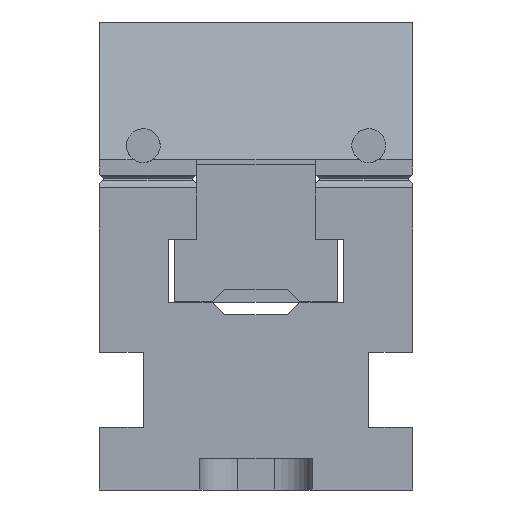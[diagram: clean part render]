
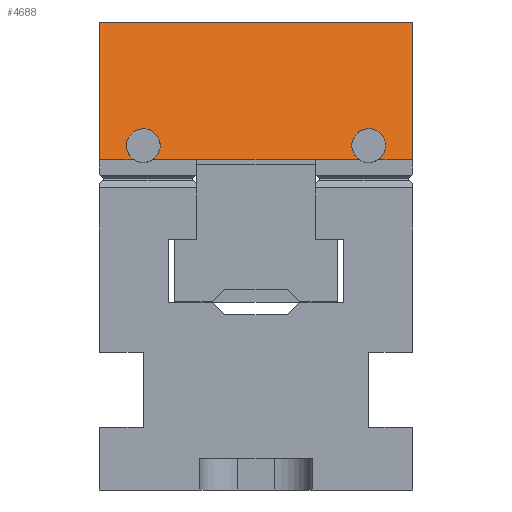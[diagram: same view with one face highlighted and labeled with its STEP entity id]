
A CAD part, front view. The second image highlights one B-rep face of the part: STEP entity #4688.
In plain terms, the highlighted face is planar.
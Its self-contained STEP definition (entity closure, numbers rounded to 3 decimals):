
#4688 = ADVANCED_FACE( '', ( #10357 ), #10358, .T. );
#10357 = FACE_OUTER_BOUND( '', #17059, .T. );
#10358 = PLANE( '', #17060 );
#17059 = EDGE_LOOP( '', ( #30275, #30276, #30277, #30278, #30279, #30280, #30281, #30282, #30283, #30284, #30285, #30286 ) );
#17060 = AXIS2_PLACEMENT_3D( '', #30287, #30288, #30289 );
#30275 = ORIENTED_EDGE( '', *, *, #44357, .F. );
#30276 = ORIENTED_EDGE( '', *, *, #45237, .T. );
#30277 = ORIENTED_EDGE( '', *, *, #46860, .F. );
#30278 = ORIENTED_EDGE( '', *, *, #45235, .T. );
#30279 = ORIENTED_EDGE( '', *, *, #46861, .F. );
#30280 = ORIENTED_EDGE( '', *, *, #44409, .F. );
#30281 = ORIENTED_EDGE( '', *, *, #44891, .T. );
#30282 = ORIENTED_EDGE( '', *, *, #44429, .T. );
#30283 = ORIENTED_EDGE( '', *, *, #43996, .F. );
#30284 = ORIENTED_EDGE( '', *, *, #44428, .T. );
#30285 = ORIENTED_EDGE( '', *, *, #46483, .F. );
#30286 = ORIENTED_EDGE( '', *, *, #46862, .F. );
#30287 = CARTESIAN_POINT( '', ( 25., 11.85, 12.5 ) );
#30288 = DIRECTION( '', ( 0., 0.966, 0.259 ) );
#30289 = DIRECTION( '', ( 0., -0.259, 0.966 ) );
#43996 = EDGE_CURVE( '', #54429, #54430, #54431, .T. );
#44357 = EDGE_CURVE( '', #55009, #55011, #55012, .T. );
#44409 = EDGE_CURVE( '', #55094, #55096, #55097, .T. );
#44428 = EDGE_CURVE( '', #54429, #55125, #55127, .T. );
#44429 = EDGE_CURVE( '', #55128, #54430, #55129, .T. );
#44891 = EDGE_CURVE( '', #55094, #55128, #55845, .T. );
#45235 = EDGE_CURVE( '', #56379, #56377, #56380, .T. );
#45237 = EDGE_CURVE( '', #55009, #56381, #56383, .T. );
#46483 = EDGE_CURVE( '', #58221, #55125, #58223, .T. );
#46860 = EDGE_CURVE( '', #56379, #56381, #58768, .T. );
#46861 = EDGE_CURVE( '', #55096, #56377, #58769, .T. );
#46862 = EDGE_CURVE( '', #55011, #58221, #58770, .T. );
#54429 = VERTEX_POINT( '', #69240 );
#54430 = VERTEX_POINT( '', #69241 );
#54431 = ELLIPSE( '', #69242, 2.795, 2.7 );
#55009 = VERTEX_POINT( '', #70078 );
#55011 = VERTEX_POINT( '', #70081 );
#55012 = LINE( '', #70082, #70083 );
#55094 = VERTEX_POINT( '', #70203 );
#55096 = VERTEX_POINT( '', #70206 );
#55097 = LINE( '', #70207, #70208 );
#55125 = VERTEX_POINT( '', #70249 );
#55127 = LINE( '', #70252, #70253 );
#55128 = VERTEX_POINT( '', #70254 );
#55129 = LINE( '', #70255, #70256 );
#55845 = LINE( '', #71324, #71325 );
#56377 = VERTEX_POINT( '', #72118 );
#56379 = VERTEX_POINT( '', #72121 );
#56380 = LINE( '', #72122, #72123 );
#56381 = VERTEX_POINT( '', #72124 );
#56383 = LINE( '', #72126, #72127 );
#58221 = VERTEX_POINT( '', #74878 );
#58223 = LINE( '', #74881, #74882 );
#58768 = ELLIPSE( '', #75686, 2.795, 2.7 );
#58769 = LINE( '', #75687, #75688 );
#58770 = LINE( '', #75689, #75690 );
#69240 = CARTESIAN_POINT( '', ( 16.537, 17.75, -9.519 ) );
#69241 = CARTESIAN_POINT( '', ( 19.463, 17.75, -9.519 ) );
#69242 = AXIS2_PLACEMENT_3D( '', #83593, #83594, #83595 );
#70078 = CARTESIAN_POINT( '', ( -9.5, 17.75, -9.519 ) );
#70081 = CARTESIAN_POINT( '', ( -9.5, 17.745, -9.5 ) );
#70082 = CARTESIAN_POINT( '', ( -9.5, 11.85, 12.5 ) );
#70083 = VECTOR( '', #83906, 1000. );
#70203 = CARTESIAN_POINT( '', ( 25., 11.85, 12.5 ) );
#70206 = CARTESIAN_POINT( '', ( -25., 11.85, 12.5 ) );
#70207 = CARTESIAN_POINT( '', ( 25., 11.85, 12.5 ) );
#70208 = VECTOR( '', #83949, 1000. );
#70249 = CARTESIAN_POINT( '', ( 9.5, 17.75, -9.519 ) );
#70252 = CARTESIAN_POINT( '', ( 25., 17.75, -9.519 ) );
#70253 = VECTOR( '', #83964, 1000. );
#70254 = CARTESIAN_POINT( '', ( 25., 17.75, -9.519 ) );
#70255 = CARTESIAN_POINT( '', ( 25., 17.75, -9.519 ) );
#70256 = VECTOR( '', #83965, 1000. );
#71324 = CARTESIAN_POINT( '', ( 25., 11.85, 12.5 ) );
#71325 = VECTOR( '', #84330, 1000. );
#72118 = CARTESIAN_POINT( '', ( -25., 17.75, -9.519 ) );
#72121 = CARTESIAN_POINT( '', ( -19.463, 17.75, -9.519 ) );
#72122 = CARTESIAN_POINT( '', ( 25., 17.75, -9.519 ) );
#72123 = VECTOR( '', #84623, 1000. );
#72124 = CARTESIAN_POINT( '', ( -16.537, 17.75, -9.519 ) );
#72126 = CARTESIAN_POINT( '', ( 25., 17.75, -9.519 ) );
#72127 = VECTOR( '', #84627, 1000. );
#74878 = CARTESIAN_POINT( '', ( 9.5, 17.745, -9.5 ) );
#74881 = CARTESIAN_POINT( '', ( 9.5, 11.85, 12.5 ) );
#74882 = VECTOR( '', #85619, 1000. );
#75686 = AXIS2_PLACEMENT_3D( '', #85912, #85913, #85914 );
#75687 = CARTESIAN_POINT( '', ( -25., 11.85, 12.5 ) );
#75688 = VECTOR( '', #85915, 1000. );
#75689 = CARTESIAN_POINT( '', ( 25., 17.745, -9.5 ) );
#75690 = VECTOR( '', #85916, 1000. );
#83593 = CARTESIAN_POINT( '', ( 18., 17.142, -7.25 ) );
#83594 = DIRECTION( '', ( 0., 0.966, 0.259 ) );
#83595 = DIRECTION( '', ( 0., 0.259, -0.966 ) );
#83906 = DIRECTION( '', ( 0., -0.259, 0.966 ) );
#83949 = DIRECTION( '', ( -1., 0., 0. ) );
#83964 = DIRECTION( '', ( -1., 0., 0. ) );
#83965 = DIRECTION( '', ( -1., 0., 0. ) );
#84330 = DIRECTION( '', ( 0., 0.259, -0.966 ) );
#84623 = DIRECTION( '', ( -1., 0., 0. ) );
#84627 = DIRECTION( '', ( -1., 0., 0. ) );
#85619 = DIRECTION( '', ( 0., 0.259, -0.966 ) );
#85912 = CARTESIAN_POINT( '', ( -18., 17.142, -7.25 ) );
#85913 = DIRECTION( '', ( 0., 0.966, 0.259 ) );
#85914 = DIRECTION( '', ( 0., 0.259, -0.966 ) );
#85915 = DIRECTION( '', ( 0., 0.259, -0.966 ) );
#85916 = DIRECTION( '', ( 1., 0., 0. ) );
